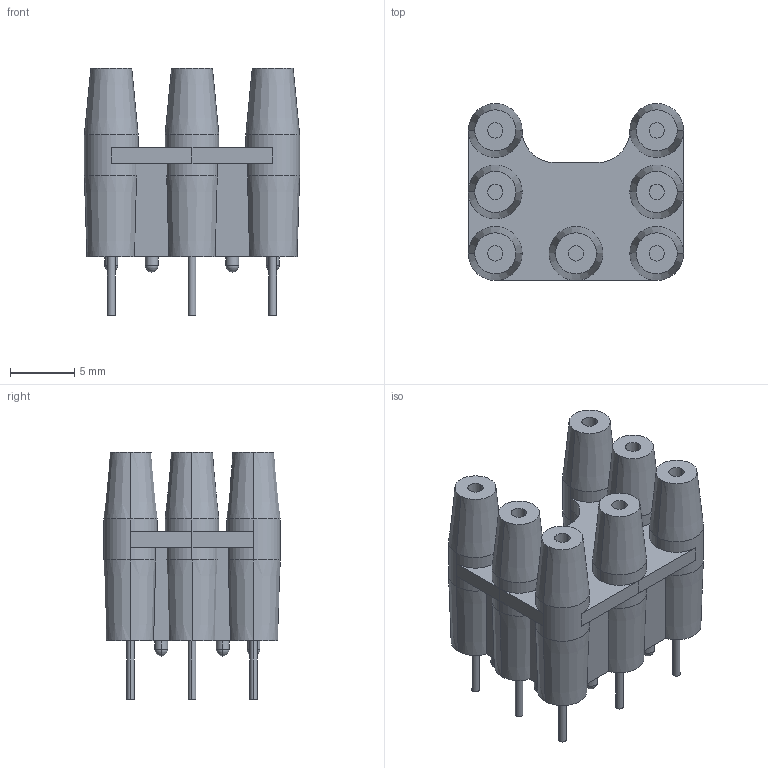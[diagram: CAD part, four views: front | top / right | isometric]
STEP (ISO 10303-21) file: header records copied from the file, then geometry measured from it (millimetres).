
FILE_DESCRIPTION((''),'2;1');
FILE_NAME('HARTING_09 12 000 9908.stp','2011-06-14T12:25:30',(''),(''),'Mechanical Desktop 2011','Mechanical Desktop 2011',', , ');
FILE_SCHEMA(('AUTOMOTIVE_DESIGN { 1 2 10303 214 1 1 1 1 }'));
Length unit declared in the file: millimetre
Products named in the file (1): Product
Bounding box: 16.8 x 13.8 x 19.3 mm (x, y, z)
Volume: 1490.4 mm3; surface area: 2742.6 mm2
Topology: 39 solids, 39 shells, 243 faces, 480 edges, 304 vertices
Faces by surface type: plane 109, cylinder 86, cone 36, sphere 12
Entity records: 6280 total; most frequent: DIRECTION 1192, CARTESIAN_POINT 1068, ORIENTED_EDGE 936, AXIS2_PLACEMENT_3D 506, EDGE_CURVE 468, VERTEX_POINT 304, EDGE_LOOP 264, CIRCLE 250
